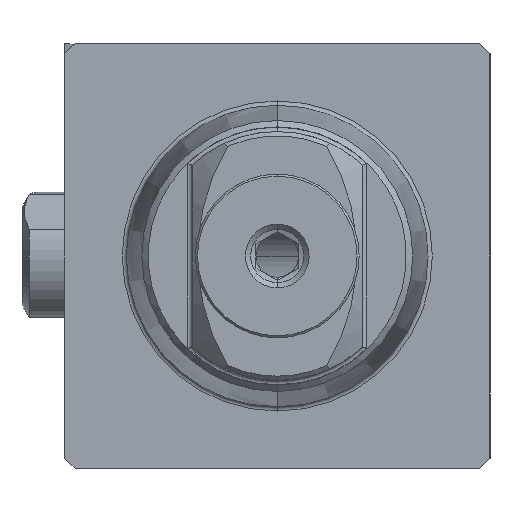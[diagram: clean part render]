
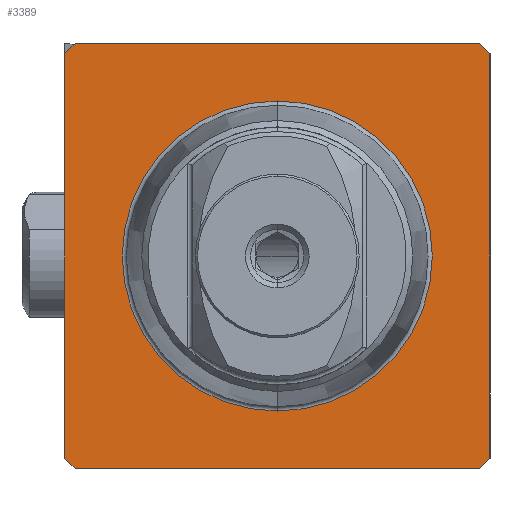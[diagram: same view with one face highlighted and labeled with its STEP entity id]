
A CAD part, left-side view. The second image highlights one B-rep face of the part: STEP entity #3389.
In plain terms, the highlighted planar face has unit normal (-1, 0, 0).
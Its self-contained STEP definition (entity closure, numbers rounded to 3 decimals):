
#23 = EDGE_CURVE ( 'NONE', #2018, #2250, #704, .T. ) ;
#85 = DIRECTION ( 'NONE',  ( -1., 0., 0. ) ) ;
#100 = DIRECTION ( 'NONE',  ( 0., -1., 0. ) ) ;
#136 = LINE ( 'NONE', #2858, #5732 ) ;
#166 = CARTESIAN_POINT ( 'NONE',  ( 0., 0., 7.287 ) ) ;
#224 = CARTESIAN_POINT ( 'NONE',  ( 0., 10., -9.5 ) ) ;
#270 = AXIS2_PLACEMENT_3D ( 'NONE', #1661, #4352, #7862 ) ;
#408 = VERTEX_POINT ( 'NONE', #6429 ) ;
#449 = EDGE_CURVE ( 'NONE', #4121, #6659, #5140, .T. ) ;
#456 = FACE_OUTER_BOUND ( 'NONE', #6704, .T. ) ;
#485 = DIRECTION ( 'NONE',  ( 0., -0.707, -0.707 ) ) ;
#540 = VECTOR ( 'NONE', #100, 1000. ) ;
#695 = ORIENTED_EDGE ( 'NONE', *, *, #23, .F. ) ;
#704 = LINE ( 'NONE', #6014, #768 ) ;
#768 = VECTOR ( 'NONE', #6107, 1000. ) ;
#805 = CARTESIAN_POINT ( 'NONE',  ( 0., 10., 9.5 ) ) ;
#817 = VECTOR ( 'NONE', #5585, 1000. ) ;
#824 = VECTOR ( 'NONE', #2222, 1000. ) ;
#1024 = ORIENTED_EDGE ( 'NONE', *, *, #3919, .T. ) ;
#1394 = DIRECTION ( 'NONE',  ( 0., -0.707, 0.707 ) ) ;
#1563 = VERTEX_POINT ( 'NONE', #8582 ) ;
#1565 = DIRECTION ( 'NONE',  ( 0., 0., 1. ) ) ;
#1578 = ORIENTED_EDGE ( 'NONE', *, *, #8591, .F. ) ;
#1602 = ORIENTED_EDGE ( 'NONE', *, *, #6896, .T. ) ;
#1651 = LINE ( 'NONE', #7807, #6661 ) ;
#1661 = CARTESIAN_POINT ( 'NONE',  ( 0., 7.287, 0. ) ) ;
#1733 = CARTESIAN_POINT ( 'NONE',  ( 0., -10., -9.5 ) ) ;
#1853 = ORIENTED_EDGE ( 'NONE', *, *, #5674, .T. ) ;
#1894 = CARTESIAN_POINT ( 'NONE',  ( 0., -9.5, 10. ) ) ;
#2018 = VERTEX_POINT ( 'NONE', #224 ) ;
#2222 = DIRECTION ( 'NONE',  ( 0., 0.707, -0.707 ) ) ;
#2250 = VERTEX_POINT ( 'NONE', #805 ) ;
#2273 = CARTESIAN_POINT ( 'NONE',  ( 0., 0., 0. ) ) ;
#2321 = CARTESIAN_POINT ( 'NONE',  ( 0., 9.5, 10. ) ) ;
#2764 = DIRECTION ( 'NONE',  ( -1., 0., 0. ) ) ;
#2858 = CARTESIAN_POINT ( 'NONE',  ( 0., -10., -9.5 ) ) ;
#2859 = LINE ( 'NONE', #6253, #817 ) ;
#2869 = VERTEX_POINT ( 'NONE', #1733 ) ;
#2922 = ORIENTED_EDGE ( 'NONE', *, *, #449, .T. ) ;
#2985 = VERTEX_POINT ( 'NONE', #8012 ) ;
#3024 = LINE ( 'NONE', #8023, #3134 ) ;
#3112 = CIRCLE ( 'NONE', #7627, 7.287 ) ;
#3132 = PLANE ( 'NONE',  #270 ) ;
#3134 = VECTOR ( 'NONE', #485, 1000. ) ;
#3389 = ADVANCED_FACE ( 'NONE', ( #5011, #456 ), #3132, .F. ) ;
#3856 = EDGE_CURVE ( 'NONE', #6659, #5847, #1651, .T. ) ;
#3919 = EDGE_CURVE ( 'NONE', #2018, #2985, #3024, .T. ) ;
#4121 = VERTEX_POINT ( 'NONE', #8787 ) ;
#4297 = ORIENTED_EDGE ( 'NONE', *, *, #8545, .F. ) ;
#4298 = DIRECTION ( 'NONE',  ( 0., 0., 1. ) ) ;
#4352 = DIRECTION ( 'NONE',  ( 1., 0., 0. ) ) ;
#4387 = DIRECTION ( 'NONE',  ( 0., 1., 0. ) ) ;
#4657 = CIRCLE ( 'NONE', #5071, 7.287 ) ;
#4781 = LINE ( 'NONE', #6243, #824 ) ;
#4847 = LINE ( 'NONE', #6172, #540 ) ;
#5011 = FACE_BOUND ( 'NONE', #7354, .T. ) ;
#5012 = EDGE_CURVE ( 'NONE', #2985, #408, #4847, .T. ) ;
#5071 = AXIS2_PLACEMENT_3D ( 'NONE', #2273, #2764, #4298 ) ;
#5140 = LINE ( 'NONE', #7947, #7544 ) ;
#5346 = EDGE_CURVE ( 'NONE', #5847, #2250, #4781, .T. ) ;
#5585 = DIRECTION ( 'NONE',  ( 0., 0., 1. ) ) ;
#5674 = EDGE_CURVE ( 'NONE', #408, #2869, #136, .T. ) ;
#5732 = VECTOR ( 'NONE', #1394, 1000. ) ;
#5847 = VERTEX_POINT ( 'NONE', #2321 ) ;
#6014 = CARTESIAN_POINT ( 'NONE',  ( 0., 10., 0. ) ) ;
#6107 = DIRECTION ( 'NONE',  ( 0., 0., 1. ) ) ;
#6172 = CARTESIAN_POINT ( 'NONE',  ( 0., 7.287, -10. ) ) ;
#6243 = CARTESIAN_POINT ( 'NONE',  ( 0., 10., 9.5 ) ) ;
#6253 = CARTESIAN_POINT ( 'NONE',  ( 0., -10., 0. ) ) ;
#6429 = CARTESIAN_POINT ( 'NONE',  ( 0., -9.5, -10. ) ) ;
#6659 = VERTEX_POINT ( 'NONE', #1894 ) ;
#6661 = VECTOR ( 'NONE', #4387, 1000. ) ;
#6704 = EDGE_LOOP ( 'NONE', ( #1602, #2922, #7208, #7478, #695, #1024, #7536, #1853 ) ) ;
#6896 = EDGE_CURVE ( 'NONE', #2869, #4121, #2859, .T. ) ;
#7208 = ORIENTED_EDGE ( 'NONE', *, *, #3856, .T. ) ;
#7354 = EDGE_LOOP ( 'NONE', ( #1578, #4297 ) ) ;
#7361 = VERTEX_POINT ( 'NONE', #166 ) ;
#7478 = ORIENTED_EDGE ( 'NONE', *, *, #5346, .T. ) ;
#7536 = ORIENTED_EDGE ( 'NONE', *, *, #5012, .T. ) ;
#7541 = CARTESIAN_POINT ( 'NONE',  ( 0., 0., 0. ) ) ;
#7544 = VECTOR ( 'NONE', #7853, 1000. ) ;
#7627 = AXIS2_PLACEMENT_3D ( 'NONE', #7541, #85, #1565 ) ;
#7807 = CARTESIAN_POINT ( 'NONE',  ( 0., 7.287, 10. ) ) ;
#7853 = DIRECTION ( 'NONE',  ( 0., 0.707, 0.707 ) ) ;
#7862 = DIRECTION ( 'NONE',  ( 0., 0., -1. ) ) ;
#7947 = CARTESIAN_POINT ( 'NONE',  ( 0., -9.5, 10. ) ) ;
#8012 = CARTESIAN_POINT ( 'NONE',  ( 0., 9.5, -10. ) ) ;
#8023 = CARTESIAN_POINT ( 'NONE',  ( 0., 9.5, -10. ) ) ;
#8545 = EDGE_CURVE ( 'NONE', #1563, #7361, #4657, .T. ) ;
#8582 = CARTESIAN_POINT ( 'NONE',  ( 0., 0., -7.287 ) ) ;
#8591 = EDGE_CURVE ( 'NONE', #7361, #1563, #3112, .T. ) ;
#8787 = CARTESIAN_POINT ( 'NONE',  ( 0., -10., 9.5 ) ) ;
